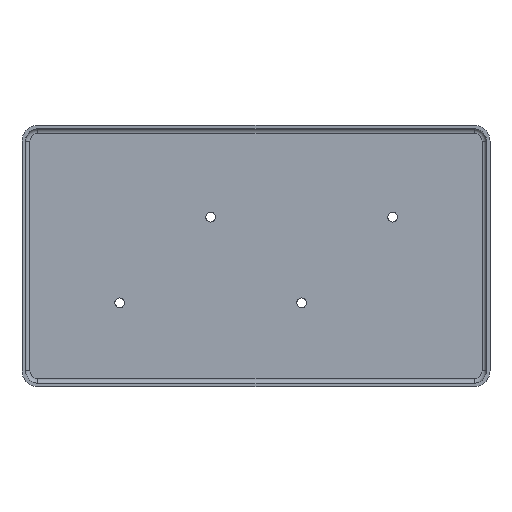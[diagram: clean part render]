
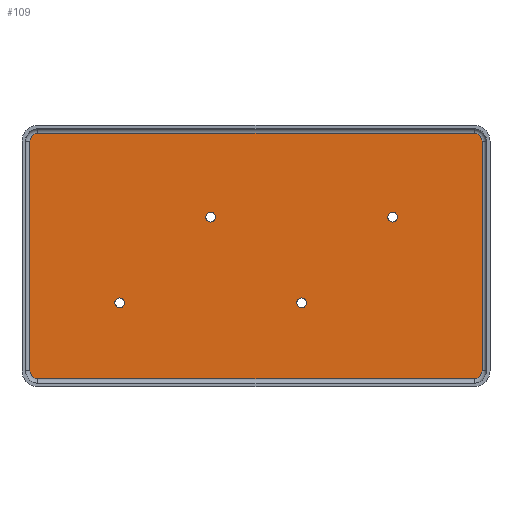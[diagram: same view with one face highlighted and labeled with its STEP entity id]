
A CAD part, top view. The second image highlights one B-rep face of the part: STEP entity #109.
In plain terms, the highlighted planar face has unit normal (0, 0, 1).
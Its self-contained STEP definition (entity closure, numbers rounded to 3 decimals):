
#109 = ADVANCED_FACE( '', ( #189, #190, #191, #192, #193 ), #194, .F. );
#189 = FACE_BOUND( '', #280, .T. );
#190 = FACE_BOUND( '', #281, .T. );
#191 = FACE_BOUND( '', #282, .T. );
#192 = FACE_BOUND( '', #283, .T. );
#193 = FACE_OUTER_BOUND( '', #284, .T. );
#194 = PLANE( '', #285 );
#280 = EDGE_LOOP( '', ( #553 ) );
#281 = EDGE_LOOP( '', ( #554 ) );
#282 = EDGE_LOOP( '', ( #555 ) );
#283 = EDGE_LOOP( '', ( #556 ) );
#284 = EDGE_LOOP( '', ( #557, #558, #559, #560, #561, #562, #563, #564 ) );
#285 = AXIS2_PLACEMENT_3D( '', #565, #566, #567 );
#553 = ORIENTED_EDGE( '', *, *, #675, .T. );
#554 = ORIENTED_EDGE( '', *, *, #676, .T. );
#555 = ORIENTED_EDGE( '', *, *, #677, .T. );
#556 = ORIENTED_EDGE( '', *, *, #655, .T. );
#557 = ORIENTED_EDGE( '', *, *, #657, .F. );
#558 = ORIENTED_EDGE( '', *, *, #663, .F. );
#559 = ORIENTED_EDGE( '', *, *, #668, .F. );
#560 = ORIENTED_EDGE( '', *, *, #670, .F. );
#561 = ORIENTED_EDGE( '', *, *, #666, .F. );
#562 = ORIENTED_EDGE( '', *, *, #661, .F. );
#563 = ORIENTED_EDGE( '', *, *, #613, .F. );
#564 = ORIENTED_EDGE( '', *, *, #619, .F. );
#565 = CARTESIAN_POINT( '', ( 0., 0., -19.5 ) );
#566 = DIRECTION( '', ( 0., 0., -1. ) );
#567 = DIRECTION( '', ( -1., 0., 0. ) );
#613 = EDGE_CURVE( '', #723, #719, #725, .T. );
#619 = EDGE_CURVE( '', #731, #723, #733, .T. );
#655 = EDGE_CURVE( '', #787, #787, #788, .T. );
#657 = EDGE_CURVE( '', #789, #731, #792, .F. );
#661 = EDGE_CURVE( '', #719, #794, #797, .T. );
#663 = EDGE_CURVE( '', #798, #789, #801, .T. );
#666 = EDGE_CURVE( '', #794, #803, #805, .T. );
#668 = EDGE_CURVE( '', #806, #798, #809, .F. );
#670 = EDGE_CURVE( '', #803, #806, #811, .T. );
#675 = EDGE_CURVE( '', #816, #816, #817, .T. );
#676 = EDGE_CURVE( '', #818, #818, #819, .T. );
#677 = EDGE_CURVE( '', #820, #820, #821, .T. );
#719 = VERTEX_POINT( '', #871 );
#723 = VERTEX_POINT( '', #876 );
#725 = LINE( '', #878, #879 );
#731 = VERTEX_POINT( '', #888 );
#733 = CIRCLE( '', #890, 4.5 );
#787 = VERTEX_POINT( '', #963 );
#788 = CIRCLE( '', #964, 2.75 );
#789 = VERTEX_POINT( '', #965 );
#792 = LINE( '', #968, #969 );
#794 = VERTEX_POINT( '', #972 );
#797 = CIRCLE( '', #975, 4.5 );
#798 = VERTEX_POINT( '', #976 );
#801 = CIRCLE( '', #979, 4.5 );
#803 = VERTEX_POINT( '', #981 );
#805 = LINE( '', #983, #984 );
#806 = VERTEX_POINT( '', #985 );
#809 = LINE( '', #988, #989 );
#811 = CIRCLE( '', #992, 4.5 );
#816 = VERTEX_POINT( '', #1000 );
#817 = CIRCLE( '', #1001, 2.75 );
#818 = VERTEX_POINT( '', #1002 );
#819 = CIRCLE( '', #1003, 2.75 );
#820 = VERTEX_POINT( '', #1004 );
#821 = CIRCLE( '', #1005, 2.75 );
#871 = CARTESIAN_POINT( '', ( -123.5, -69.5, -19.5 ) );
#876 = CARTESIAN_POINT( '', ( 123.5, -69.5, -19.5 ) );
#878 = CARTESIAN_POINT( '', ( 0., -69.5, -19.5 ) );
#879 = VECTOR( '', #1057, 1000. );
#888 = CARTESIAN_POINT( '', ( 128., -65., -19.5 ) );
#890 = AXIS2_PLACEMENT_3D( '', #1067, #1068, #1069 );
#963 = CARTESIAN_POINT( '', ( 28.59, -26.5, -19.5 ) );
#964 = AXIS2_PLACEMENT_3D( '', #1137, #1138, #1139 );
#965 = CARTESIAN_POINT( '', ( 128., 65., -19.5 ) );
#968 = CARTESIAN_POINT( '', ( 128., 0., -19.5 ) );
#969 = VECTOR( '', #1143, 1000. );
#972 = CARTESIAN_POINT( '', ( -128., -65., -19.5 ) );
#975 = AXIS2_PLACEMENT_3D( '', #1151, #1152, #1153 );
#976 = CARTESIAN_POINT( '', ( 123.5, 69.5, -19.5 ) );
#979 = AXIS2_PLACEMENT_3D( '', #1157, #1158, #1159 );
#981 = CARTESIAN_POINT( '', ( -128., 65., -19.5 ) );
#983 = CARTESIAN_POINT( '', ( -128., 0., -19.5 ) );
#984 = VECTOR( '', #1166, 1000. );
#985 = CARTESIAN_POINT( '', ( -123.5, 69.5, -19.5 ) );
#988 = CARTESIAN_POINT( '', ( 0., 69.5, -19.5 ) );
#989 = VECTOR( '', #1170, 1000. );
#992 = AXIS2_PLACEMENT_3D( '', #1172, #1173, #1174 );
#1000 = CARTESIAN_POINT( '', ( -22.91, 22., -19.5 ) );
#1001 = AXIS2_PLACEMENT_3D( '', #1181, #1182, #1183 );
#1002 = CARTESIAN_POINT( '', ( 80.09, 22., -19.5 ) );
#1003 = AXIS2_PLACEMENT_3D( '', #1184, #1185, #1186 );
#1004 = CARTESIAN_POINT( '', ( -74.41, -26.5, -19.5 ) );
#1005 = AXIS2_PLACEMENT_3D( '', #1187, #1188, #1189 );
#1057 = DIRECTION( '', ( -1., 0., 0. ) );
#1067 = CARTESIAN_POINT( '', ( 123.5, -65., -19.5 ) );
#1068 = DIRECTION( '', ( 0., 0., -1. ) );
#1069 = DIRECTION( '', ( -1., 0., 0. ) );
#1137 = CARTESIAN_POINT( '', ( 25.84, -26.5, -19.5 ) );
#1138 = DIRECTION( '', ( 0., 0., -1. ) );
#1139 = DIRECTION( '', ( 1., 0., 0. ) );
#1143 = DIRECTION( '', ( 0., 1., 0. ) );
#1151 = CARTESIAN_POINT( '', ( -123.5, -65., -19.5 ) );
#1152 = DIRECTION( '', ( 0., 0., -1. ) );
#1153 = DIRECTION( '', ( -1., 0., 0. ) );
#1157 = CARTESIAN_POINT( '', ( 123.5, 65., -19.5 ) );
#1158 = DIRECTION( '', ( 0., 0., -1. ) );
#1159 = DIRECTION( '', ( -1., 0., 0. ) );
#1166 = DIRECTION( '', ( 0., 1., 0. ) );
#1170 = DIRECTION( '', ( -1., 0., 0. ) );
#1172 = CARTESIAN_POINT( '', ( -123.5, 65., -19.5 ) );
#1173 = DIRECTION( '', ( 0., 0., -1. ) );
#1174 = DIRECTION( '', ( -1., 0., 0. ) );
#1181 = CARTESIAN_POINT( '', ( -25.66, 22., -19.5 ) );
#1182 = DIRECTION( '', ( 0., 0., -1. ) );
#1183 = DIRECTION( '', ( 1., 0., 0. ) );
#1184 = CARTESIAN_POINT( '', ( 77.34, 22., -19.5 ) );
#1185 = DIRECTION( '', ( 0., 0., -1. ) );
#1186 = DIRECTION( '', ( 1., 0., 0. ) );
#1187 = CARTESIAN_POINT( '', ( -77.16, -26.5, -19.5 ) );
#1188 = DIRECTION( '', ( 0., 0., -1. ) );
#1189 = DIRECTION( '', ( 1., 0., 0. ) );
